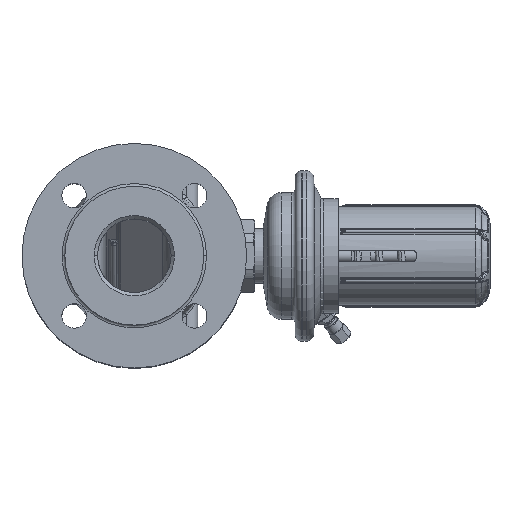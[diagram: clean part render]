
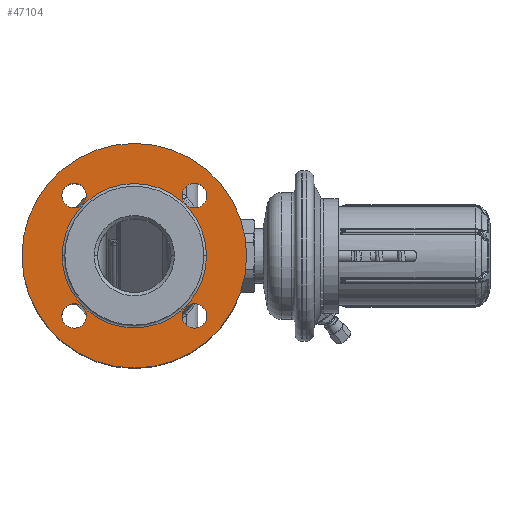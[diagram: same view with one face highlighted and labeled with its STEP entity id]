
A CAD part, top view. The second image highlights one B-rep face of the part: STEP entity #47104.
In plain terms, the highlighted planar face has unit normal (0, 0, 1).
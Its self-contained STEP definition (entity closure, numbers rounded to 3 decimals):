
#37117=CARTESIAN_POINT('',(-120.7,0.,115.));
#37118=DIRECTION('',(0.,0.,-1.));
#37119=DIRECTION('',(1.,0.,0.));
#37120=AXIS2_PLACEMENT_3D('',#37117,#37118,#37119);
#37122=CARTESIAN_POINT('',(-120.7,0.,115.));
#37123=DIRECTION('',(0.,0.,1.));
#37124=DIRECTION('',(1.,0.,0.));
#37125=AXIS2_PLACEMENT_3D('',#37122,#37123,#37124);
#37127=CARTESIAN_POINT('',(-76.506,44.194,115.));
#37128=DIRECTION('',(0.,0.,1.));
#37129=DIRECTION('',(1.,0.,0.));
#37130=AXIS2_PLACEMENT_3D('',#37127,#37128,#37129);
#37132=CARTESIAN_POINT('',(-76.506,44.194,115.));
#37133=DIRECTION('',(0.,0.,1.));
#37134=DIRECTION('',(-1.,0.,0.));
#37135=AXIS2_PLACEMENT_3D('',#37132,#37133,#37134);
#37137=CARTESIAN_POINT('',(-164.894,44.194,115.));
#37138=DIRECTION('',(0.,0.,1.));
#37139=DIRECTION('',(1.,0.,0.));
#37140=AXIS2_PLACEMENT_3D('',#37137,#37138,#37139);
#37142=CARTESIAN_POINT('',(-164.894,44.194,115.));
#37143=DIRECTION('',(0.,0.,1.));
#37144=DIRECTION('',(-1.,0.,0.));
#37145=AXIS2_PLACEMENT_3D('',#37142,#37143,#37144);
#37147=CARTESIAN_POINT('',(-164.894,-44.194,115.));
#37148=DIRECTION('',(0.,0.,1.));
#37149=DIRECTION('',(1.,0.,0.));
#37150=AXIS2_PLACEMENT_3D('',#37147,#37148,#37149);
#37152=CARTESIAN_POINT('',(-164.894,-44.194,115.));
#37153=DIRECTION('',(0.,0.,1.));
#37154=DIRECTION('',(-1.,0.,0.));
#37155=AXIS2_PLACEMENT_3D('',#37152,#37153,#37154);
#37157=CARTESIAN_POINT('',(-76.506,-44.194,115.));
#37158=DIRECTION('',(0.,0.,1.));
#37159=DIRECTION('',(1.,0.,0.));
#37160=AXIS2_PLACEMENT_3D('',#37157,#37158,#37159);
#37162=CARTESIAN_POINT('',(-76.506,-44.194,115.));
#37163=DIRECTION('',(0.,0.,1.));
#37164=DIRECTION('',(-1.,0.,0.));
#37165=AXIS2_PLACEMENT_3D('',#37162,#37163,#37164);
#37167=CARTESIAN_POINT('',(-120.7,0.,115.));
#37168=DIRECTION('',(0.,0.,1.));
#37169=DIRECTION('',(1.,0.,0.));
#37170=AXIS2_PLACEMENT_3D('',#37167,#37168,#37169);
#37180=CARTESIAN_POINT('',(-120.7,0.,115.));
#37181=DIRECTION('',(0.,0.,-1.));
#37182=DIRECTION('',(1.,0.,0.));
#37183=AXIS2_PLACEMENT_3D('',#37180,#37181,#37182);
#44086=CARTESIAN_POINT('',(-67.7,0.,115.));
#44087=VERTEX_POINT('',#44086);
#44088=CARTESIAN_POINT('',(-38.2,0.,115.));
#44090=VERTEX_POINT('',#44088);
#44130=CARTESIAN_POINT('',(-173.7,0.,115.));
#44131=VERTEX_POINT('',#44130);
#44132=CARTESIAN_POINT('',(-203.2,0.,115.));
#44134=VERTEX_POINT('',#44132);
#44166=CARTESIAN_POINT('',(-67.506,44.194,115.));
#44167=CARTESIAN_POINT('',(-85.506,44.194,115.));
#44168=VERTEX_POINT('',#44166);
#44169=VERTEX_POINT('',#44167);
#44170=CARTESIAN_POINT('',(-155.894,44.194,115.));
#44171=CARTESIAN_POINT('',(-173.894,44.194,115.));
#44172=VERTEX_POINT('',#44170);
#44173=VERTEX_POINT('',#44171);
#44174=CARTESIAN_POINT('',(-155.894,-44.194,115.));
#44175=CARTESIAN_POINT('',(-173.894,-44.194,115.));
#44176=VERTEX_POINT('',#44174);
#44177=VERTEX_POINT('',#44175);
#44178=CARTESIAN_POINT('',(-67.506,-44.194,115.));
#44179=CARTESIAN_POINT('',(-85.506,-44.194,115.));
#44180=VERTEX_POINT('',#44178);
#44181=VERTEX_POINT('',#44179);
#47065=CARTESIAN_POINT('',(-120.7,0.,115.));
#47066=DIRECTION('',(0.,0.,1.));
#47067=DIRECTION('',(-1.,0.,0.));
#47068=AXIS2_PLACEMENT_3D('',#47065,#47066,#47067);
#47069=PLANE('',#47068);
#47071=ORIENTED_EDGE('',*,*,#47070,.F.);
#47073=ORIENTED_EDGE('',*,*,#47072,.T.);
#47074=EDGE_LOOP('',(#47071,#47073));
#47075=FACE_OUTER_BOUND('',#47074,.F.);
#47076=ORIENTED_EDGE('',*,*,#47044,.F.);
#47077=ORIENTED_EDGE('',*,*,#47060,.T.);
#47078=EDGE_LOOP('',(#47076,#47077));
#47079=FACE_BOUND('',#47078,.F.);
#47081=ORIENTED_EDGE('',*,*,#47080,.T.);
#47083=ORIENTED_EDGE('',*,*,#47082,.T.);
#47084=EDGE_LOOP('',(#47081,#47083));
#47085=FACE_BOUND('',#47084,.F.);
#47087=ORIENTED_EDGE('',*,*,#47086,.T.);
#47089=ORIENTED_EDGE('',*,*,#47088,.T.);
#47090=EDGE_LOOP('',(#47087,#47089));
#47091=FACE_BOUND('',#47090,.F.);
#47093=ORIENTED_EDGE('',*,*,#47092,.T.);
#47095=ORIENTED_EDGE('',*,*,#47094,.T.);
#47096=EDGE_LOOP('',(#47093,#47095));
#47097=FACE_BOUND('',#47096,.F.);
#47099=ORIENTED_EDGE('',*,*,#47098,.T.);
#47101=ORIENTED_EDGE('',*,*,#47100,.T.);
#47102=EDGE_LOOP('',(#47099,#47101));
#47103=FACE_BOUND('',#47102,.F.);
#47104=ADVANCED_FACE('',(#47075,#47079,#47085,#47091,#47097,#47103),#47069,.T.);
#37121=CIRCLE('',#37120,53.);
#37126=CIRCLE('',#37125,53.);
#37131=CIRCLE('',#37130,9.);
#37136=CIRCLE('',#37135,9.);
#37141=CIRCLE('',#37140,9.);
#37146=CIRCLE('',#37145,9.);
#37151=CIRCLE('',#37150,9.);
#37156=CIRCLE('',#37155,9.);
#37161=CIRCLE('',#37160,9.);
#37166=CIRCLE('',#37165,9.);
#37171=CIRCLE('',#37170,82.5);
#37184=CIRCLE('',#37183,82.5);
#47044=EDGE_CURVE('',#44087,#44131,#37121,.T.);
#47060=EDGE_CURVE('',#44087,#44131,#37126,.T.);
#47070=EDGE_CURVE('',#44090,#44134,#37171,.T.);
#47072=EDGE_CURVE('',#44090,#44134,#37184,.T.);
#47080=EDGE_CURVE('',#44168,#44169,#37131,.T.);
#47082=EDGE_CURVE('',#44169,#44168,#37136,.T.);
#47086=EDGE_CURVE('',#44172,#44173,#37141,.T.);
#47088=EDGE_CURVE('',#44173,#44172,#37146,.T.);
#47092=EDGE_CURVE('',#44176,#44177,#37151,.T.);
#47094=EDGE_CURVE('',#44177,#44176,#37156,.T.);
#47098=EDGE_CURVE('',#44180,#44181,#37161,.T.);
#47100=EDGE_CURVE('',#44181,#44180,#37166,.T.);
